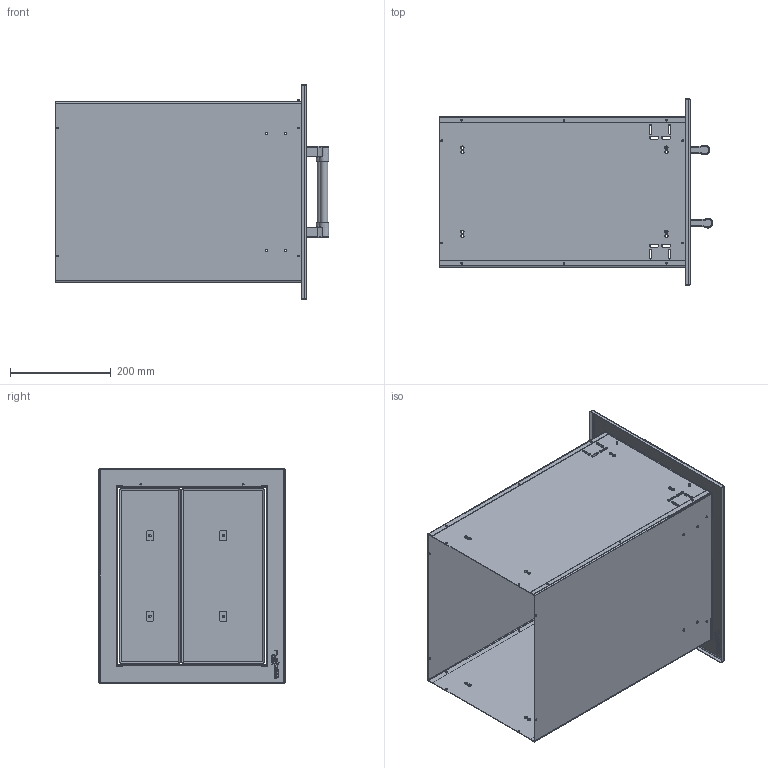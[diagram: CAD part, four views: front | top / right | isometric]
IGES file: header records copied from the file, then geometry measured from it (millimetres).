
Start section: SolidWorks IGES file using analytic representation for surfaces
Global section: file name: AXE-2DR.IGS; native system: SolidWorks 2017; preprocessor: SolidWorks 2017; author: jorge; date: 181004.135041; units: inch
Bounding box: 542.8 x 369.89 x 427.04 mm (x, y, z)
Surface area: 1658478.3 mm2 (no closed solid volume)
Topology: 0 solids, 0 shells, 397 faces, 5422 edges, 5418 vertices
Faces by surface type: bspline 223, revolution 174
